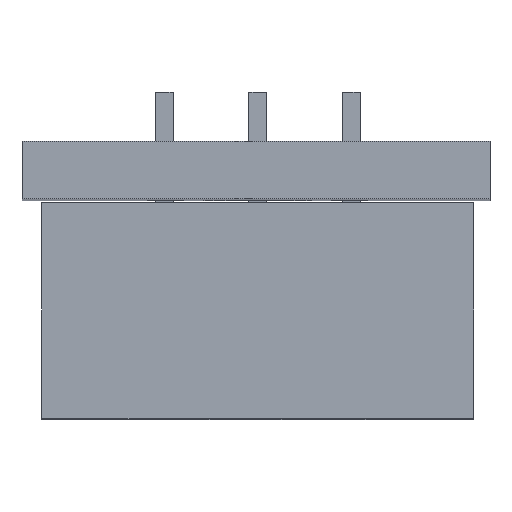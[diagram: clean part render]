
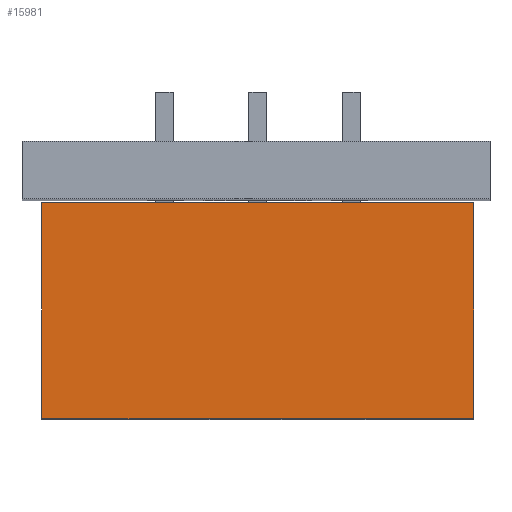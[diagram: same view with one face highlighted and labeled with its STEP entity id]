
A CAD part, top view. The second image highlights one B-rep face of the part: STEP entity #15981.
In plain terms, the highlighted planar face has unit normal (0, 0, 1).
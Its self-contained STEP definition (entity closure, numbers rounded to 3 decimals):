
#5736 = PLANE('',#5737);
#5737 = AXIS2_PLACEMENT_3D('',#5738,#5739,#5740);
#5738 = CARTESIAN_POINT('',(-2.75,-0.1,
    25.243));
#5739 = DIRECTION('',(0.,-1.,0.));
#5740 = DIRECTION('',(0.,0.,-1.));
#5944 = PLANE('',#5945);
#5945 = AXIS2_PLACEMENT_3D('',#5946,#5947,#5948);
#5946 = CARTESIAN_POINT('',(3.25,2.603,25.642));
#5947 = DIRECTION('',(1.,0.,0.));
#5948 = DIRECTION('',(0.,0.,1.));
#6255 = VERTEX_POINT('',#6256);
#6256 = CARTESIAN_POINT('',(3.25,-0.1,33.5));
#6277 = EDGE_CURVE('',#6278,#6255,#6280,.T.);
#6278 = VERTEX_POINT('',#6279);
#6279 = CARTESIAN_POINT('',(-8.75,-0.1,33.5));
#6280 = SURFACE_CURVE('',#6281,(#6285,#6292),.PCURVE_S1.);
#6281 = LINE('',#6282,#6283);
#6282 = CARTESIAN_POINT('',(-8.75,-0.1,33.5));
#6283 = VECTOR('',#6284,1.);
#6284 = DIRECTION('',(1.,0.,0.));
#6285 = PCURVE('',#5736,#6286);
#6286 = DEFINITIONAL_REPRESENTATION('',(#6287),#6291);
#6287 = LINE('',#6288,#6289);
#6288 = CARTESIAN_POINT('',(-8.257,-6.));
#6289 = VECTOR('',#6290,1.);
#6290 = DIRECTION('',(0.,1.));
#6291 = ( GEOMETRIC_REPRESENTATION_CONTEXT(2) 
PARAMETRIC_REPRESENTATION_CONTEXT() REPRESENTATION_CONTEXT('2D SPACE',''
  ) );
#6292 = PCURVE('',#6293,#6298);
#6293 = PLANE('',#6294);
#6294 = AXIS2_PLACEMENT_3D('',#6295,#6296,#6297);
#6295 = CARTESIAN_POINT('',(-2.75,2.9,33.5));
#6296 = DIRECTION('',(0.,0.,1.));
#6297 = DIRECTION('',(1.,0.,0.));
#6298 = DEFINITIONAL_REPRESENTATION('',(#6299),#6303);
#6299 = LINE('',#6300,#6301);
#6300 = CARTESIAN_POINT('',(-6.,-3.));
#6301 = VECTOR('',#6302,1.);
#6302 = DIRECTION('',(1.,0.));
#6303 = ( GEOMETRIC_REPRESENTATION_CONTEXT(2) 
PARAMETRIC_REPRESENTATION_CONTEXT() REPRESENTATION_CONTEXT('2D SPACE',''
  ) );
#6321 = PLANE('',#6322);
#6322 = AXIS2_PLACEMENT_3D('',#6323,#6324,#6325);
#6323 = CARTESIAN_POINT('',(-8.75,2.603,25.642));
#6324 = DIRECTION('',(-1.,-0.,-0.));
#6325 = DIRECTION('',(0.,0.,-1.));
#8629 = PLANE('',#8630);
#8630 = AXIS2_PLACEMENT_3D('',#8631,#8632,#8633);
#8631 = CARTESIAN_POINT('',(-2.75,5.9,
    26.146));
#8632 = DIRECTION('',(0.,1.,0.));
#8633 = DIRECTION('',(0.,0.,1.));
#13277 = VERTEX_POINT('',#13278);
#13278 = CARTESIAN_POINT('',(-8.75,5.9,33.5));
#13299 = EDGE_CURVE('',#13300,#13277,#13302,.T.);
#13300 = VERTEX_POINT('',#13301);
#13301 = CARTESIAN_POINT('',(3.25,5.9,33.5));
#13302 = SURFACE_CURVE('',#13303,(#13307,#13314),.PCURVE_S1.);
#13303 = LINE('',#13304,#13305);
#13304 = CARTESIAN_POINT('',(3.25,5.9,33.5));
#13305 = VECTOR('',#13306,1.);
#13306 = DIRECTION('',(-1.,0.,0.));
#13307 = PCURVE('',#8629,#13308);
#13308 = DEFINITIONAL_REPRESENTATION('',(#13309),#13313);
#13309 = LINE('',#13310,#13311);
#13310 = CARTESIAN_POINT('',(7.354,6.));
#13311 = VECTOR('',#13312,1.);
#13312 = DIRECTION('',(0.,-1.));
#13313 = ( GEOMETRIC_REPRESENTATION_CONTEXT(2) 
PARAMETRIC_REPRESENTATION_CONTEXT() REPRESENTATION_CONTEXT('2D SPACE',''
  ) );
#13314 = PCURVE('',#6293,#13315);
#13315 = DEFINITIONAL_REPRESENTATION('',(#13316),#13320);
#13316 = LINE('',#13317,#13318);
#13317 = CARTESIAN_POINT('',(6.,3.));
#13318 = VECTOR('',#13319,1.);
#13319 = DIRECTION('',(-1.,0.));
#13320 = ( GEOMETRIC_REPRESENTATION_CONTEXT(2) 
PARAMETRIC_REPRESENTATION_CONTEXT() REPRESENTATION_CONTEXT('2D SPACE',''
  ) );
#15959 = EDGE_CURVE('',#6278,#13277,#15960,.T.);
#15960 = SURFACE_CURVE('',#15961,(#15965,#15972),.PCURVE_S1.);
#15961 = LINE('',#15962,#15963);
#15962 = CARTESIAN_POINT('',(-8.75,-0.1,33.5));
#15963 = VECTOR('',#15964,1.);
#15964 = DIRECTION('',(0.,1.,0.));
#15965 = PCURVE('',#6321,#15966);
#15966 = DEFINITIONAL_REPRESENTATION('',(#15967),#15971);
#15967 = LINE('',#15968,#15969);
#15968 = CARTESIAN_POINT('',(-7.858,2.703));
#15969 = VECTOR('',#15970,1.);
#15970 = DIRECTION('',(0.,-1.));
#15971 = ( GEOMETRIC_REPRESENTATION_CONTEXT(2) 
PARAMETRIC_REPRESENTATION_CONTEXT() REPRESENTATION_CONTEXT('2D SPACE',''
  ) );
#15972 = PCURVE('',#6293,#15973);
#15973 = DEFINITIONAL_REPRESENTATION('',(#15974),#15978);
#15974 = LINE('',#15975,#15976);
#15975 = CARTESIAN_POINT('',(-6.,-3.));
#15976 = VECTOR('',#15977,1.);
#15977 = DIRECTION('',(0.,1.));
#15978 = ( GEOMETRIC_REPRESENTATION_CONTEXT(2) 
PARAMETRIC_REPRESENTATION_CONTEXT() REPRESENTATION_CONTEXT('2D SPACE',''
  ) );
#15981 = ADVANCED_FACE('',(#15982),#6293,.T.);
#15982 = FACE_BOUND('',#15983,.T.);
#15983 = EDGE_LOOP('',(#15984,#15985,#16006,#16007));
#15984 = ORIENTED_EDGE('',*,*,#6277,.T.);
#15985 = ORIENTED_EDGE('',*,*,#15986,.F.);
#15986 = EDGE_CURVE('',#13300,#6255,#15987,.T.);
#15987 = SURFACE_CURVE('',#15988,(#15992,#15999),.PCURVE_S1.);
#15988 = LINE('',#15989,#15990);
#15989 = CARTESIAN_POINT('',(3.25,5.9,33.5));
#15990 = VECTOR('',#15991,1.);
#15991 = DIRECTION('',(0.,-1.,0.));
#15992 = PCURVE('',#6293,#15993);
#15993 = DEFINITIONAL_REPRESENTATION('',(#15994),#15998);
#15994 = LINE('',#15995,#15996);
#15995 = CARTESIAN_POINT('',(6.,3.));
#15996 = VECTOR('',#15997,1.);
#15997 = DIRECTION('',(0.,-1.));
#15998 = ( GEOMETRIC_REPRESENTATION_CONTEXT(2) 
PARAMETRIC_REPRESENTATION_CONTEXT() REPRESENTATION_CONTEXT('2D SPACE',''
  ) );
#15999 = PCURVE('',#5944,#16000);
#16000 = DEFINITIONAL_REPRESENTATION('',(#16001),#16005);
#16001 = LINE('',#16002,#16003);
#16002 = CARTESIAN_POINT('',(7.858,-3.297));
#16003 = VECTOR('',#16004,1.);
#16004 = DIRECTION('',(0.,1.));
#16005 = ( GEOMETRIC_REPRESENTATION_CONTEXT(2) 
PARAMETRIC_REPRESENTATION_CONTEXT() REPRESENTATION_CONTEXT('2D SPACE',''
  ) );
#16006 = ORIENTED_EDGE('',*,*,#13299,.T.);
#16007 = ORIENTED_EDGE('',*,*,#15959,.F.);
